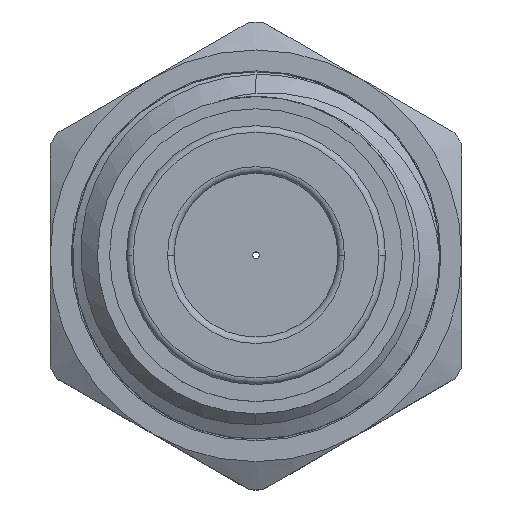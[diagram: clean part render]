
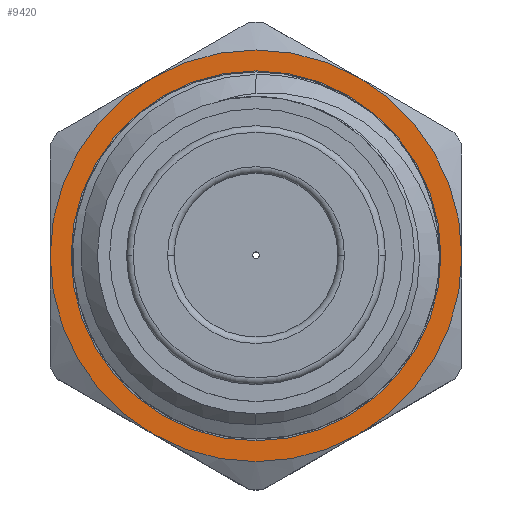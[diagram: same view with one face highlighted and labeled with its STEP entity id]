
A CAD part, top view. The second image highlights one B-rep face of the part: STEP entity #9420.
In plain terms, the highlighted planar face has unit normal (0, 0, 1).
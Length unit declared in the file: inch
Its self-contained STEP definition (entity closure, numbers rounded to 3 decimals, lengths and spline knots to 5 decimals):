
#121 = DIRECTION ( 'NONE',  ( 0., -1., 0. ) ) ;
#221 = ORIENTED_EDGE ( 'NONE', *, *, #6815, .T. ) ;
#404 = AXIS2_PLACEMENT_3D ( 'NONE', #11280, #1138, #4247 ) ;
#508 = CIRCLE ( 'NONE', #4473, 0.3125 ) ;
#1138 = DIRECTION ( 'NONE',  ( 0., 0., -1. ) ) ;
#1157 = CIRCLE ( 'NONE', #404, 0.3125 ) ;
#1237 = CARTESIAN_POINT ( 'NONE',  ( 0., 0., 0.93 ) ) ;
#1238 = CARTESIAN_POINT ( 'NONE',  ( 0., 0., 0.93 ) ) ;
#1241 = DIRECTION ( 'NONE',  ( 0., 0., -1. ) ) ;
#1274 = DIRECTION ( 'NONE',  ( 0., 1., 0. ) ) ;
#1295 = CIRCLE ( 'NONE', #7670, 0.3125 ) ;
#1547 = VERTEX_POINT ( 'NONE', #7824 ) ;
#1594 = CIRCLE ( 'NONE', #9704, 0.3125 ) ;
#1686 = EDGE_LOOP ( 'NONE', ( #221, #5632 ) ) ;
#1904 = EDGE_CURVE ( 'NONE', #5646, #9447, #4974, .T. ) ;
#1942 = PLANE ( 'NONE',  #2733 ) ;
#1966 = CIRCLE ( 'NONE', #8683, 0.3125 ) ;
#2002 = CARTESIAN_POINT ( 'NONE',  ( 0., 0., 0.93 ) ) ;
#2217 = DIRECTION ( 'NONE',  ( 0., 0., -1. ) ) ;
#2286 = CARTESIAN_POINT ( 'NONE',  ( 0., 0., 0.93 ) ) ;
#2349 = EDGE_CURVE ( 'NONE', #12302, #5646, #1966, .T. ) ;
#2658 = EDGE_LOOP ( 'NONE', ( #8173, #3065, #5142, #4085, #5371, #7584 ) ) ;
#2733 = AXIS2_PLACEMENT_3D ( 'NONE', #8166, #12491, #9442 ) ;
#3047 = CARTESIAN_POINT ( 'NONE',  ( -0.15625, -0.27063, 0.93 ) ) ;
#3065 = ORIENTED_EDGE ( 'NONE', *, *, #5552, .F. ) ;
#3083 = VERTEX_POINT ( 'NONE', #5134 ) ;
#3142 = EDGE_CURVE ( 'NONE', #4382, #1547, #1157, .T. ) ;
#3193 = AXIS2_PLACEMENT_3D ( 'NONE', #4217, #6035, #13127 ) ;
#3602 = EDGE_CURVE ( 'NONE', #1547, #12302, #508, .T. ) ;
#3964 = CIRCLE ( 'NONE', #11825, 0.28075 ) ;
#4085 = ORIENTED_EDGE ( 'NONE', *, *, #1904, .F. ) ;
#4151 = CARTESIAN_POINT ( 'NONE',  ( 0., 0., 0.93 ) ) ;
#4199 = DIRECTION ( 'NONE',  ( -1., 0., 0. ) ) ;
#4217 = CARTESIAN_POINT ( 'NONE',  ( 0., 0., 0.93 ) ) ;
#4247 = DIRECTION ( 'NONE',  ( 0., -1., 0. ) ) ;
#4288 = DIRECTION ( 'NONE',  ( 0., 0., -1. ) ) ;
#4310 = CARTESIAN_POINT ( 'NONE',  ( 0.15625, 0.27063, 0.93 ) ) ;
#4312 = DIRECTION ( 'NONE',  ( 0., 1., 0. ) ) ;
#4382 = VERTEX_POINT ( 'NONE', #3047 ) ;
#4473 = AXIS2_PLACEMENT_3D ( 'NONE', #1238, #2217, #4199 ) ;
#4974 = CIRCLE ( 'NONE', #3193, 0.3125 ) ;
#5134 = CARTESIAN_POINT ( 'NONE',  ( 0., 0.28075, 0.93 ) ) ;
#5142 = ORIENTED_EDGE ( 'NONE', *, *, #6071, .F. ) ;
#5371 = ORIENTED_EDGE ( 'NONE', *, *, #2349, .F. ) ;
#5547 = CARTESIAN_POINT ( 'NONE',  ( 0.15625, -0.27063, 0.93 ) ) ;
#5552 = EDGE_CURVE ( 'NONE', #8936, #4382, #1295, .T. ) ;
#5632 = ORIENTED_EDGE ( 'NONE', *, *, #8406, .T. ) ;
#5646 = VERTEX_POINT ( 'NONE', #4310 ) ;
#6035 = DIRECTION ( 'NONE',  ( 0., 0., -1. ) ) ;
#6071 = EDGE_CURVE ( 'NONE', #9447, #8936, #1594, .T. ) ;
#6815 = EDGE_CURVE ( 'NONE', #3083, #7070, #3964, .T. ) ;
#6965 = DIRECTION ( 'NONE',  ( 0., 0., -1. ) ) ;
#7000 = CARTESIAN_POINT ( 'NONE',  ( 0.3125, 0., 0.93 ) ) ;
#7033 = CARTESIAN_POINT ( 'NONE',  ( 0., 0., 0.93 ) ) ;
#7070 = VERTEX_POINT ( 'NONE', #11115 ) ;
#7119 = DIRECTION ( 'NONE',  ( 0., 0., -1. ) ) ;
#7584 = ORIENTED_EDGE ( 'NONE', *, *, #3602, .F. ) ;
#7670 = AXIS2_PLACEMENT_3D ( 'NONE', #7033, #7119, #8144 ) ;
#7735 = CIRCLE ( 'NONE', #13002, 0.28075 ) ;
#7824 = CARTESIAN_POINT ( 'NONE',  ( -0.3125, 0., 0.93 ) ) ;
#8144 = DIRECTION ( 'NONE',  ( 0., -1., 0. ) ) ;
#8166 = CARTESIAN_POINT ( 'NONE',  ( 0., 0.28075, 0.93 ) ) ;
#8173 = ORIENTED_EDGE ( 'NONE', *, *, #3142, .F. ) ;
#8289 = CARTESIAN_POINT ( 'NONE',  ( -0.15625, 0.27063, 0.93 ) ) ;
#8406 = EDGE_CURVE ( 'NONE', #7070, #3083, #7735, .T. ) ;
#8683 = AXIS2_PLACEMENT_3D ( 'NONE', #4151, #1241, #121 ) ;
#8704 = FACE_BOUND ( 'NONE', #1686, .T. ) ;
#8936 = VERTEX_POINT ( 'NONE', #5547 ) ;
#9335 = DIRECTION ( 'NONE',  ( 0., 0., -1. ) ) ;
#9420 = ADVANCED_FACE ( 'NONE', ( #12004, #8704 ), #1942, .T. ) ;
#9442 = DIRECTION ( 'NONE',  ( 0., -1., 0. ) ) ;
#9447 = VERTEX_POINT ( 'NONE', #7000 ) ;
#9704 = AXIS2_PLACEMENT_3D ( 'NONE', #2002, #6965, #12978 ) ;
#11115 = CARTESIAN_POINT ( 'NONE',  ( 0., -0.28075, 0.93 ) ) ;
#11280 = CARTESIAN_POINT ( 'NONE',  ( 0., 0., 0.93 ) ) ;
#11825 = AXIS2_PLACEMENT_3D ( 'NONE', #1237, #4288, #1274 ) ;
#12004 = FACE_OUTER_BOUND ( 'NONE', #2658, .T. ) ;
#12302 = VERTEX_POINT ( 'NONE', #8289 ) ;
#12491 = DIRECTION ( 'NONE',  ( 0., 0., 1. ) ) ;
#12978 = DIRECTION ( 'NONE',  ( 0., -1., 0. ) ) ;
#13002 = AXIS2_PLACEMENT_3D ( 'NONE', #2286, #9335, #4312 ) ;
#13127 = DIRECTION ( 'NONE',  ( 0., -1., 0. ) ) ;
